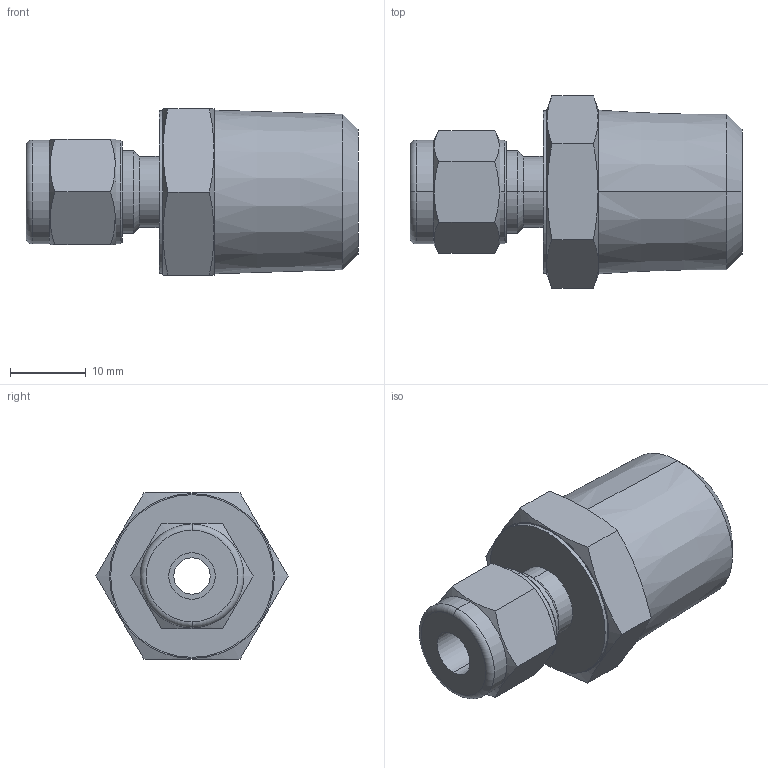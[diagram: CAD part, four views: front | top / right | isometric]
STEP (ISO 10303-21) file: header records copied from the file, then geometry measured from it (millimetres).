
FILE_DESCRIPTION (( 'STEP AP203' ), '1' );
FILE_NAME ('SMC-6M-8R.STEP', '2018-01-26T05:36:12', ( 'jhoonika' ), ( '' ), 'SwSTEP 2.0', 'SolidWorks 2013', '' );
FILE_SCHEMA (( 'CONFIG_CONTROL_DESIGN' ));
Length unit declared in the file: millimetre
Products named in the file (1): SMC-6M-8R
Bounding box: 43.91 x 25.4 x 22 mm (x, y, z)
Volume: 10970.5 mm3; surface area: 4080.7 mm2
Topology: 1 solids, 1 shells, 51 faces, 118 edges, 74 vertices
Faces by surface type: plane 19, cone 16, cylinder 14, torus 2
Entity records: 1693 total; most frequent: CARTESIAN_POINT 476, ORIENTED_EDGE 236, DIRECTION 234, EDGE_CURVE 118, AXIS2_PLACEMENT_3D 96, VERTEX_POINT 74, EDGE_LOOP 58, FACE_OUTER_BOUND 51
